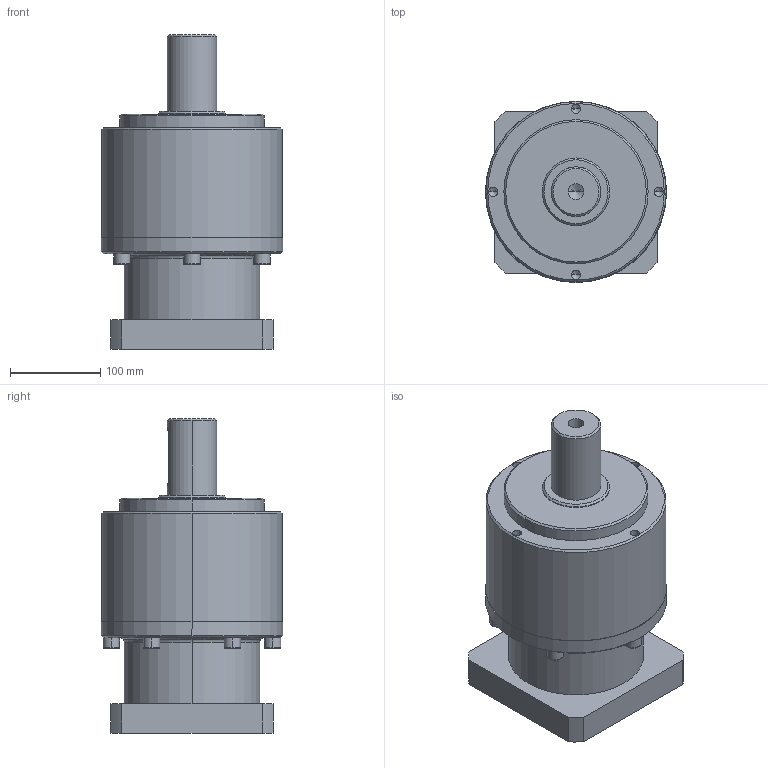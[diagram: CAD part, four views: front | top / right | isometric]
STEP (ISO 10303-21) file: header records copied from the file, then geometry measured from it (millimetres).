
FILE_DESCRIPTION((''),'2;1');
FILE_NAME('VRL205-S2-L1','2022-06-14T13:11:37',('Administrator'),(''),'CREO PARAMETRIC BY PTC INC, 2019010','CREO PARAMETRIC BY PTC INC, 2019010','');
FILE_SCHEMA(('CONFIG_CONTROL_DESIGN'));
Length unit declared in the file: millimetre
Products named in the file (1): VRL205-S2-L1
Bounding box: 201 x 201 x 349 mm (x, y, z)
Volume: 6787015.6 mm3; surface area: 342985.1 mm2
Topology: 1 solids, 1 shells, 300 faces, 736 edges, 457 vertices
Faces by surface type: plane 134, cylinder 84, torus 52, cone 30
Entity records: 8848 total; most frequent: DIRECTION 1652, CARTESIAN_POINT 1537, ORIENTED_EDGE 1436, EDGE_CURVE 718, AXIS2_PLACEMENT_3D 642, VERTEX_POINT 457, VECTOR 368, LINE 368
